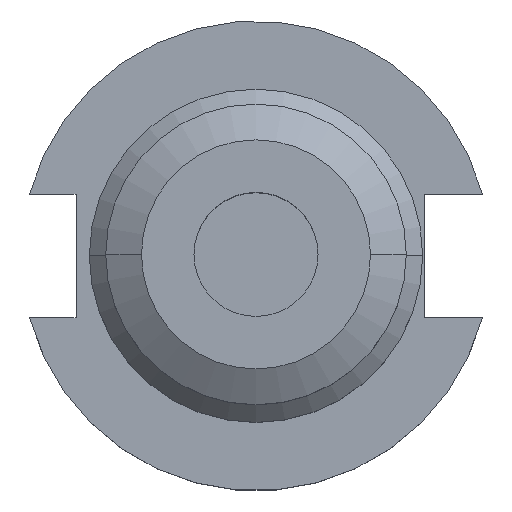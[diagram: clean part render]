
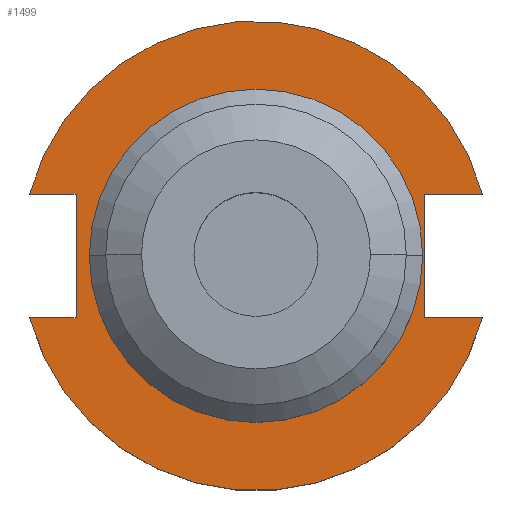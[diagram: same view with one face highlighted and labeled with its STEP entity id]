
A CAD part, top view. The second image highlights one B-rep face of the part: STEP entity #1499.
In plain terms, the highlighted planar face has unit normal (0, 0, 1).
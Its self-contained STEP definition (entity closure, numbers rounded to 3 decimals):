
#9 = FACE_BOUND ( 'NONE', #566, .T. ) ;
#47 = VERTEX_POINT ( 'NONE', #1670 ) ;
#183 = CARTESIAN_POINT ( 'NONE',  ( 35.306, 12.954, 19.05 ) ) ;
#195 = EDGE_CURVE ( 'NONE', #868, #1009, #1147, .T. ) ;
#205 = DIRECTION ( 'NONE',  ( 1., 0., 0. ) ) ;
#226 = LINE ( 'NONE', #1108, #572 ) ;
#241 = CARTESIAN_POINT ( 'NONE',  ( 0., 0., 19.05 ) ) ;
#267 = VERTEX_POINT ( 'NONE', #1394 ) ;
#283 = ORIENTED_EDGE ( 'NONE', *, *, #195, .F. ) ;
#306 = CARTESIAN_POINT ( 'NONE',  ( 47.477, -12.954, 19.05 ) ) ;
#323 = DIRECTION ( 'NONE',  ( 0., -1., 0. ) ) ;
#348 = ORIENTED_EDGE ( 'NONE', *, *, #1474, .F. ) ;
#394 = DIRECTION ( 'NONE',  ( 1., 0., 0. ) ) ;
#429 = VERTEX_POINT ( 'NONE', #1584 ) ;
#474 = DIRECTION ( 'NONE',  ( 1., 0., 0. ) ) ;
#478 = PLANE ( 'NONE',  #1005 ) ;
#490 = CARTESIAN_POINT ( 'NONE',  ( 35.306, 12.954, 19.05 ) ) ;
#508 = VERTEX_POINT ( 'NONE', #1002 ) ;
#510 = AXIS2_PLACEMENT_3D ( 'NONE', #761, #1788, #904 ) ;
#566 = EDGE_LOOP ( 'NONE', ( #573, #348 ) ) ;
#572 = VECTOR ( 'NONE', #1253, 1000. ) ;
#573 = ORIENTED_EDGE ( 'NONE', *, *, #1170, .F. ) ;
#589 = AXIS2_PLACEMENT_3D ( 'NONE', #1489, #601, #1631 ) ;
#601 = DIRECTION ( 'NONE',  ( 0., 0., 1. ) ) ;
#622 = CARTESIAN_POINT ( 'NONE',  ( 0., 49.212, 19.05 ) ) ;
#632 = CARTESIAN_POINT ( 'NONE',  ( -63.719, -12.954, 19.05 ) ) ;
#661 = ORIENTED_EDGE ( 'NONE', *, *, #1521, .F. ) ;
#697 = AXIS2_PLACEMENT_3D ( 'NONE', #1313, #1754, #474 ) ;
#704 = EDGE_LOOP ( 'NONE', ( #709, #724, #1408, #283, #1178, #1412, #944, #661 ) ) ;
#709 = ORIENTED_EDGE ( 'NONE', *, *, #1899, .T. ) ;
#713 = VERTEX_POINT ( 'NONE', #306 ) ;
#722 = EDGE_CURVE ( 'NONE', #508, #267, #1293, .T. ) ;
#724 = ORIENTED_EDGE ( 'NONE', *, *, #871, .F. ) ;
#738 = CIRCLE ( 'NONE', #510, 34.925 ) ;
#759 = CIRCLE ( 'NONE', #697, 34.925 ) ;
#761 = CARTESIAN_POINT ( 'NONE',  ( 0., 0., 19.05 ) ) ;
#762 = CARTESIAN_POINT ( 'NONE',  ( 35.306, -12.954, 19.05 ) ) ;
#791 = LINE ( 'NONE', #183, #1586 ) ;
#860 = CIRCLE ( 'NONE', #589, 49.212 ) ;
#868 = VERTEX_POINT ( 'NONE', #1501 ) ;
#871 = EDGE_CURVE ( 'NONE', #1061, #713, #1696, .T. ) ;
#904 = DIRECTION ( 'NONE',  ( 1., 0., 0. ) ) ;
#943 = CARTESIAN_POINT ( 'NONE',  ( 35.306, 12.954, 19.05 ) ) ;
#944 = ORIENTED_EDGE ( 'NONE', *, *, #722, .F. ) ;
#1002 = CARTESIAN_POINT ( 'NONE',  ( -37.719, -12.954, 19.05 ) ) ;
#1005 = AXIS2_PLACEMENT_3D ( 'NONE', #622, #1500, #1798 ) ;
#1009 = VERTEX_POINT ( 'NONE', #490 ) ;
#1032 = CARTESIAN_POINT ( 'NONE',  ( -37.719, 12.954, 19.05 ) ) ;
#1058 = DIRECTION ( 'NONE',  ( 1., 0., 0. ) ) ;
#1061 = VERTEX_POINT ( 'NONE', #1764 ) ;
#1063 = DIRECTION ( 'NONE',  ( 0., 1., 0. ) ) ;
#1069 = CIRCLE ( 'NONE', #1327, 49.212 ) ;
#1082 = EDGE_CURVE ( 'NONE', #868, #47, #860, .T. ) ;
#1086 = VERTEX_POINT ( 'NONE', #1626 ) ;
#1108 = CARTESIAN_POINT ( 'NONE',  ( -63.719, 12.954, 19.05 ) ) ;
#1144 = CARTESIAN_POINT ( 'NONE',  ( -47.477, -12.954, 19.05 ) ) ;
#1147 = LINE ( 'NONE', #943, #1531 ) ;
#1170 = EDGE_CURVE ( 'NONE', #429, #1086, #759, .T. ) ;
#1178 = ORIENTED_EDGE ( 'NONE', *, *, #1082, .T. ) ;
#1253 = DIRECTION ( 'NONE',  ( -1., 0., 0. ) ) ;
#1267 = VECTOR ( 'NONE', #1058, 1000. ) ;
#1270 = DIRECTION ( 'NONE',  ( 0., 0., 1. ) ) ;
#1293 = LINE ( 'NONE', #1032, #1540 ) ;
#1313 = CARTESIAN_POINT ( 'NONE',  ( 0., 0., 19.05 ) ) ;
#1327 = AXIS2_PLACEMENT_3D ( 'NONE', #241, #1270, #394 ) ;
#1393 = VECTOR ( 'NONE', #205, 1000. ) ;
#1394 = CARTESIAN_POINT ( 'NONE',  ( -37.719, 12.954, 19.05 ) ) ;
#1408 = ORIENTED_EDGE ( 'NONE', *, *, #1466, .F. ) ;
#1412 = ORIENTED_EDGE ( 'NONE', *, *, #1576, .F. ) ;
#1466 = EDGE_CURVE ( 'NONE', #1009, #1061, #791, .T. ) ;
#1474 = EDGE_CURVE ( 'NONE', #1086, #429, #738, .T. ) ;
#1482 = FACE_OUTER_BOUND ( 'NONE', #704, .T. ) ;
#1489 = CARTESIAN_POINT ( 'NONE',  ( 0., 0., 19.05 ) ) ;
#1499 = ADVANCED_FACE ( 'NONE', ( #9, #1482 ), #478, .T. ) ;
#1500 = DIRECTION ( 'NONE',  ( 0., 0., 1. ) ) ;
#1501 = CARTESIAN_POINT ( 'NONE',  ( 47.477, 12.954, 19.05 ) ) ;
#1521 = EDGE_CURVE ( 'NONE', #1715, #508, #1827, .T. ) ;
#1531 = VECTOR ( 'NONE', #1818, 1000. ) ;
#1540 = VECTOR ( 'NONE', #1063, 1000. ) ;
#1576 = EDGE_CURVE ( 'NONE', #267, #47, #226, .T. ) ;
#1584 = CARTESIAN_POINT ( 'NONE',  ( 34.925, 0., 19.05 ) ) ;
#1586 = VECTOR ( 'NONE', #323, 1000. ) ;
#1626 = CARTESIAN_POINT ( 'NONE',  ( -34.925, 0., 19.05 ) ) ;
#1631 = DIRECTION ( 'NONE',  ( 1., 0., 0. ) ) ;
#1670 = CARTESIAN_POINT ( 'NONE',  ( -47.477, 12.954, 19.05 ) ) ;
#1696 = LINE ( 'NONE', #762, #1267 ) ;
#1715 = VERTEX_POINT ( 'NONE', #1144 ) ;
#1754 = DIRECTION ( 'NONE',  ( 0., 0., 1. ) ) ;
#1764 = CARTESIAN_POINT ( 'NONE',  ( 35.306, -12.954, 19.05 ) ) ;
#1788 = DIRECTION ( 'NONE',  ( 0., 0., 1. ) ) ;
#1798 = DIRECTION ( 'NONE',  ( 1., 0., 0. ) ) ;
#1818 = DIRECTION ( 'NONE',  ( -1., 0., 0. ) ) ;
#1827 = LINE ( 'NONE', #632, #1393 ) ;
#1899 = EDGE_CURVE ( 'NONE', #1715, #713, #1069, .T. ) ;
